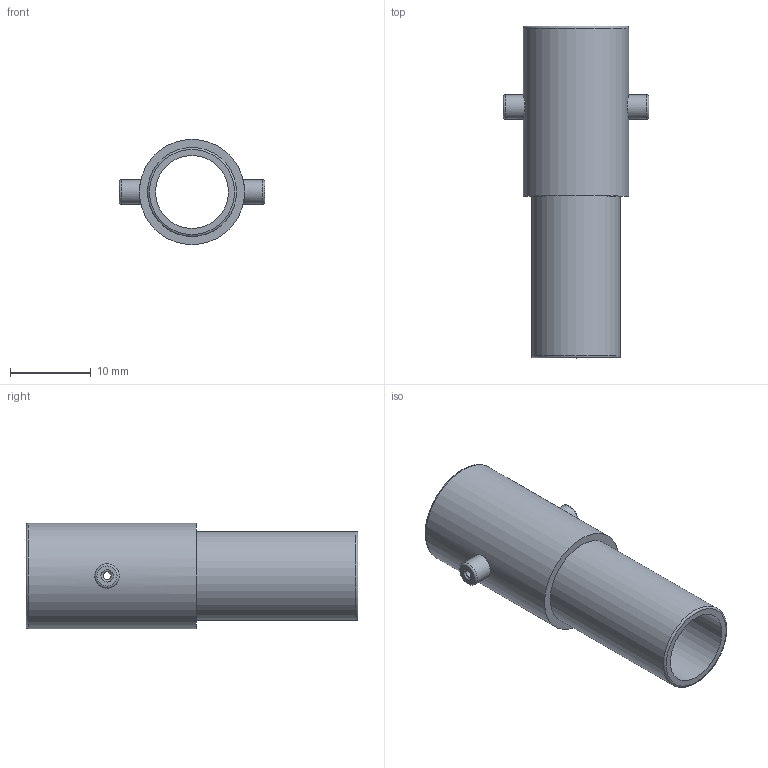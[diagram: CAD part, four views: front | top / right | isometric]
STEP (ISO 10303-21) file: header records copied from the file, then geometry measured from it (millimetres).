
FILE_DESCRIPTION(/* description */ (''),/* implementation_level */ '2;1');
FILE_NAME(/* name */ 'outer_chamber_v6.stp',/* time_stamp */ '2021-02-04T11:58:47-05:00',/* author */ ('wilson'),/* organization */ (''),/* preprocessor_version */ 'ST-DEVELOPER v17',/* originating_system */ 'Autodesk Inventor 2019',/* authorisation */ '');
FILE_SCHEMA (('AUTOMOTIVE_DESIGN { 1 0 10303 214 3 1 1 }'));
Length unit declared in the file: millimetre
Products named in the file (1): outer_chamber_v6
Bounding box: 18 x 41 x 13 mm (x, y, z)
Volume: 1729.9 mm3; surface area: 2980.5 mm2
Topology: 1 solids, 1 shells, 21 faces, 62 edges, 47 vertices
Faces by surface type: cylinder 8, torus 7, plane 6
Full cylindrical faces by diameter (mm): 1 x2, 3 x2, 9 x1, 10.25 x1, 11 x1, 13 x1
Entity records: 910 total; most frequent: CARTESIAN_POINT 270, DIRECTION 136, ORIENTED_EDGE 120, AXIS2_PLACEMENT_3D 63, EDGE_CURVE 60, VERTEX_POINT 43, CIRCLE 41, EDGE_LOOP 29
